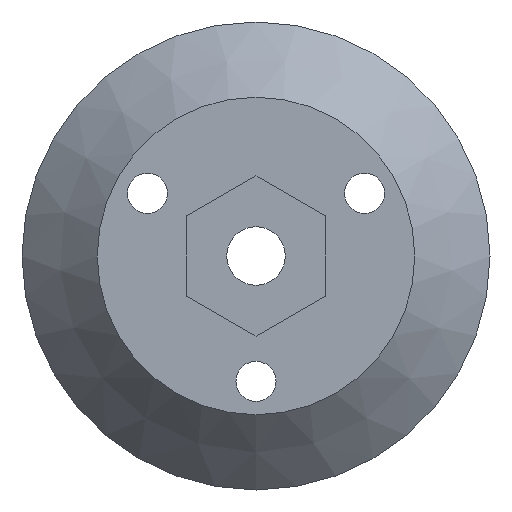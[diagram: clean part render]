
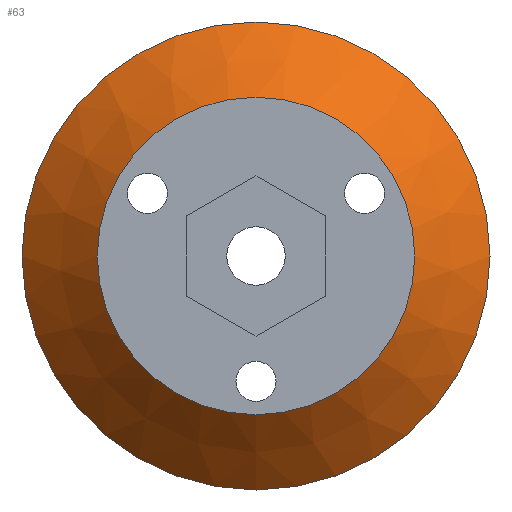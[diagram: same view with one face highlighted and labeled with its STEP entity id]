
A CAD part, front view. The second image highlights one B-rep face of the part: STEP entity #63.
In plain terms, the highlighted conical face has half-angle 45 degrees and reference radius 14 mm.
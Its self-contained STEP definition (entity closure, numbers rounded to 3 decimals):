
#49=CONICAL_SURFACE('',#385,14.,45.);
#63=ADVANCED_FACE('',(#141,#142),#49,.T.);
#141=FACE_BOUND('',#175,.T.);
#142=FACE_BOUND('',#176,.T.);
#175=EDGE_LOOP('',(#220));
#176=EDGE_LOOP('',(#221));
#220=ORIENTED_EDGE('',*,*,#295,.F.);
#221=ORIENTED_EDGE('',*,*,#313,.T.);
#267=VERTEX_POINT('',#504);
#285=VERTEX_POINT('',#544);
#295=EDGE_CURVE('',#267,#267,#334,.T.);
#313=EDGE_CURVE('',#285,#285,#346,.T.);
#334=CIRCLE('',#367,9.5);
#346=CIRCLE('',#383,14.);
#367=AXIS2_PLACEMENT_3D('',#503,#409,#410);
#383=AXIS2_PLACEMENT_3D('',#543,#447,#448);
#385=AXIS2_PLACEMENT_3D('',#546,#451,#452);
#409=DIRECTION('',(0.,-1.,0.));
#410=DIRECTION('',(0.,0.,-1.));
#447=DIRECTION('',(0.,-1.,0.));
#448=DIRECTION('',(0.,0.,-1.));
#451=DIRECTION('',(0.,1.,0.));
#452=DIRECTION('',(0.,0.,1.));
#503=CARTESIAN_POINT('',(0.,-6.,0.));
#504=CARTESIAN_POINT('',(0.,-6.,-9.5));
#543=CARTESIAN_POINT('',(0.,-1.5,0.));
#544=CARTESIAN_POINT('',(0.,-1.5,-14.));
#546=CARTESIAN_POINT('',(0.,-1.5,0.));
